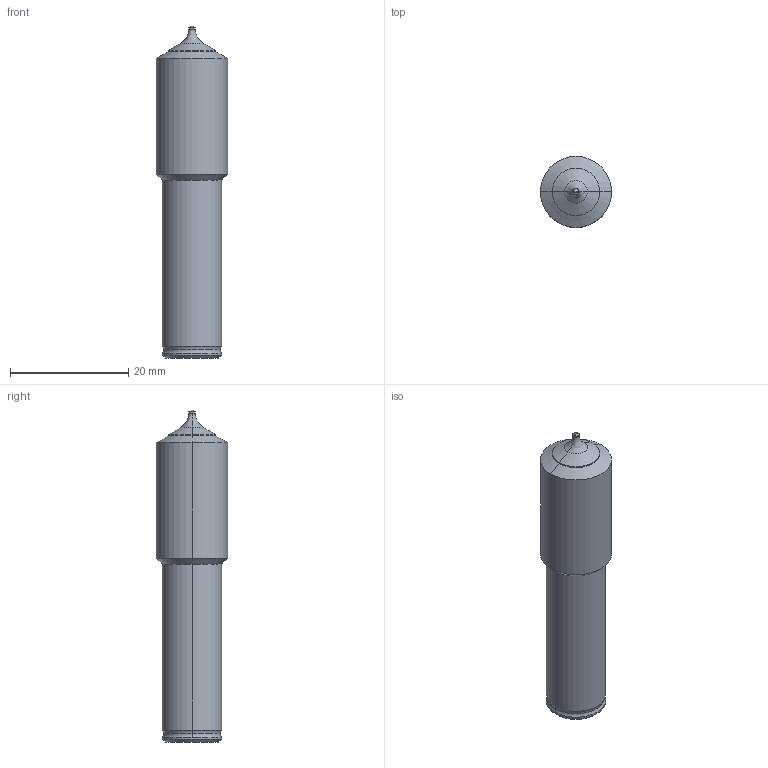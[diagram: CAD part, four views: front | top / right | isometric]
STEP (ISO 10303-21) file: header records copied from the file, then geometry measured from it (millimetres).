
FILE_DESCRIPTION (( 'STEP AP214' ), '1' );
FILE_NAME ('99616-IC08-10F_I9MTR0100.STEP', '2017-03-06T06:49:50', ( 'User' ), ( 'GENUINE' ), 'SwSTEP 2.0', 'SolidWorks 2012', '' );
FILE_SCHEMA (( 'AUTOMOTIVE_DESIGN' ));
Length unit declared in the file: millimetre
Products named in the file (1): 99616-IC08-10F_I9MTR0100
Bounding box: 12 x 12 x 56.05 mm (x, y, z)
Volume: 4799.6 mm3; surface area: 1942 mm2
Topology: 1 solids, 1 shells, 27 faces, 54 edges, 27 vertices
Faces by surface type: cone 10, cylinder 10, torus 6, plane 1
Entity records: 818 total; most frequent: DIRECTION 140, CARTESIAN_POINT 107, ORIENTED_EDGE 104, AXIS2_PLACEMENT_3D 60, EDGE_CURVE 52, CIRCLE 32, EDGE_LOOP 27, VERTEX_POINT 27
